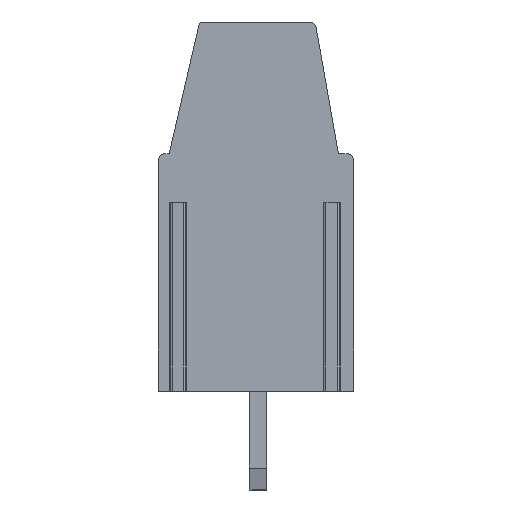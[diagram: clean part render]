
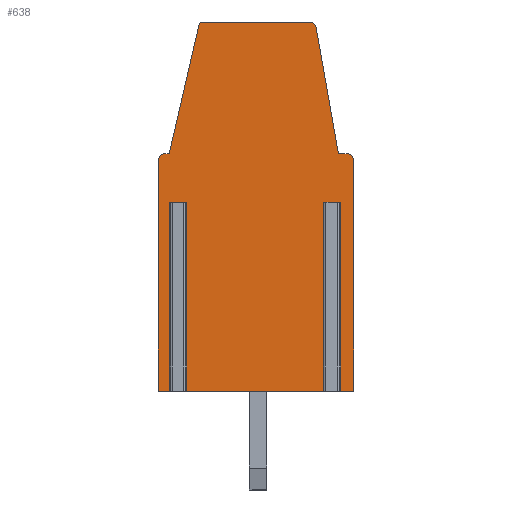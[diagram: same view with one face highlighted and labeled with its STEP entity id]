
A CAD part, left-side view. The second image highlights one B-rep face of the part: STEP entity #638.
In plain terms, the highlighted planar face has unit normal (-1, 0, 0).
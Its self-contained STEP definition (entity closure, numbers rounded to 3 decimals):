
#638 = ADVANCED_FACE( '', ( #1575 ), #1576, .T. );
#1575 = FACE_OUTER_BOUND( '', #2822, .T. );
#1576 = PLANE( '', #2823 );
#2822 = EDGE_LOOP( '', ( #4771, #4772, #4773, #4774, #4775, #4776, #4777, #4778, #4779, #4780, #4781, #4782, #4783, #4784, #4785, #4786, #4787, #4788, #4789, #4790 ) );
#2823 = AXIS2_PLACEMENT_3D( '', #4791, #4792, #4793 );
#4771 = ORIENTED_EDGE( '', *, *, #7684, .F. );
#4772 = ORIENTED_EDGE( '', *, *, #7384, .T. );
#4773 = ORIENTED_EDGE( '', *, *, #7685, .T. );
#4774 = ORIENTED_EDGE( '', *, *, #7686, .T. );
#4775 = ORIENTED_EDGE( '', *, *, #7687, .T. );
#4776 = ORIENTED_EDGE( '', *, *, #7688, .T. );
#4777 = ORIENTED_EDGE( '', *, *, #7096, .F. );
#4778 = ORIENTED_EDGE( '', *, *, #7689, .T. );
#4779 = ORIENTED_EDGE( '', *, *, #7492, .F. );
#4780 = ORIENTED_EDGE( '', *, *, #7690, .T. );
#4781 = ORIENTED_EDGE( '', *, *, #7691, .T. );
#4782 = ORIENTED_EDGE( '', *, *, #7044, .T. );
#4783 = ORIENTED_EDGE( '', *, *, #7692, .T. );
#4784 = ORIENTED_EDGE( '', *, *, #7153, .T. );
#4785 = ORIENTED_EDGE( '', *, *, #7693, .T. );
#4786 = ORIENTED_EDGE( '', *, *, #7694, .T. );
#4787 = ORIENTED_EDGE( '', *, *, #7695, .T. );
#4788 = ORIENTED_EDGE( '', *, *, #7696, .T. );
#4789 = ORIENTED_EDGE( '', *, *, #7516, .T. );
#4790 = ORIENTED_EDGE( '', *, *, #7697, .T. );
#4791 = CARTESIAN_POINT( '', ( 174.737, 159.598, 0. ) );
#4792 = DIRECTION( '', ( -1., 0., 0. ) );
#4793 = DIRECTION( '', ( 0., -1., 0. ) );
#7044 = EDGE_CURVE( '', #8350, #8348, #8351, .T. );
#7096 = EDGE_CURVE( '', #8444, #8445, #8446, .T. );
#7153 = EDGE_CURVE( '', #8555, #8553, #8556, .T. );
#7384 = EDGE_CURVE( '', #8960, #8957, #8961, .T. );
#7492 = EDGE_CURVE( '', #9134, #9136, #9137, .T. );
#7516 = EDGE_CURVE( '', #9173, #9171, #9174, .T. );
#7684 = EDGE_CURVE( '', #8960, #9437, #9438, .F. );
#7685 = EDGE_CURVE( '', #8957, #9439, #9440, .F. );
#7686 = EDGE_CURVE( '', #9439, #9441, #9442, .T. );
#7687 = EDGE_CURVE( '', #9441, #9443, #9444, .T. );
#7688 = EDGE_CURVE( '', #9443, #8445, #9445, .T. );
#7689 = EDGE_CURVE( '', #8444, #9136, #9446, .T. );
#7690 = EDGE_CURVE( '', #9134, #9447, #9448, .T. );
#7691 = EDGE_CURVE( '', #9447, #8350, #9449, .T. );
#7692 = EDGE_CURVE( '', #8348, #8555, #9450, .T. );
#7693 = EDGE_CURVE( '', #8553, #9451, #9452, .T. );
#7694 = EDGE_CURVE( '', #9451, #9453, #9454, .T. );
#7695 = EDGE_CURVE( '', #9453, #9455, #9456, .T. );
#7696 = EDGE_CURVE( '', #9455, #9173, #9457, .T. );
#7697 = EDGE_CURVE( '', #9171, #9437, #9458, .T. );
#8348 = VERTEX_POINT( '', #10283 );
#8350 = VERTEX_POINT( '', #10286 );
#8351 = LINE( '', #10287, #10288 );
#8444 = VERTEX_POINT( '', #10419 );
#8445 = VERTEX_POINT( '', #10420 );
#8446 = LINE( '', #10421, #10422 );
#8553 = VERTEX_POINT( '', #10578 );
#8555 = VERTEX_POINT( '', #10581 );
#8556 = LINE( '', #10582, #10583 );
#8957 = VERTEX_POINT( '', #11131 );
#8960 = VERTEX_POINT( '', #11134 );
#8961 = LINE( '', #11135, #11136 );
#9134 = VERTEX_POINT( '', #11372 );
#9136 = VERTEX_POINT( '', #11375 );
#9137 = LINE( '', #11376, #11377 );
#9171 = VERTEX_POINT( '', #11427 );
#9173 = VERTEX_POINT( '', #11430 );
#9174 = LINE( '', #11431, #11432 );
#9437 = VERTEX_POINT( '', #11813 );
#9438 = LINE( '', #11814, #11815 );
#9439 = VERTEX_POINT( '', #11816 );
#9440 = LINE( '', #11817, #11818 );
#9441 = VERTEX_POINT( '', #11819 );
#9442 = LINE( '', #11820, #11821 );
#9443 = VERTEX_POINT( '', #11822 );
#9444 = LINE( '', #11823, #11824 );
#9445 = LINE( '', #11825, #11826 );
#9446 = LINE( '', #11827, #11828 );
#9447 = VERTEX_POINT( '', #11829 );
#9448 = CIRCLE( '', #11830, 0.3 );
#9449 = LINE( '', #11831, #11832 );
#9450 = CIRCLE( '', #11833, 0.3 );
#9451 = VERTEX_POINT( '', #11834 );
#9452 = CIRCLE( '', #11835, 0.2 );
#9453 = VERTEX_POINT( '', #11836 );
#9454 = LINE( '', #11837, #11838 );
#9455 = VERTEX_POINT( '', #11839 );
#9456 = LINE( '', #11840, #11841 );
#9457 = CIRCLE( '', #11842, 0.3 );
#9458 = LINE( '', #11843, #11844 );
#10283 = CARTESIAN_POINT( '', ( 174.737, 153.863, 16.552 ) );
#10286 = CARTESIAN_POINT( '', ( 174.737, 152.848, 10.8 ) );
#10287 = CARTESIAN_POINT( '', ( 174.737, 153.863, 16.552 ) );
#10288 = VECTOR( '', #12943, 1000. );
#10419 = CARTESIAN_POINT( '', ( 174.737, 152.818, 0. ) );
#10420 = CARTESIAN_POINT( '', ( 174.737, 152.818, 8.6 ) );
#10421 = CARTESIAN_POINT( '', ( 174.737, 152.818, 0. ) );
#10422 = VECTOR( '', #12993, 1000. );
#10578 = CARTESIAN_POINT( '', ( 174.737, 159.004, 16.8 ) );
#10581 = CARTESIAN_POINT( '', ( 174.737, 154.158, 16.8 ) );
#10582 = CARTESIAN_POINT( '', ( 174.737, 159.004, 16.8 ) );
#10583 = VECTOR( '', #13059, 1000. );
#11131 = CARTESIAN_POINT( '', ( 174.737, 159.818, 8.6 ) );
#11134 = CARTESIAN_POINT( '', ( 174.737, 160.478, 8.6 ) );
#11135 = CARTESIAN_POINT( '', ( 174.737, 159.818, 8.6 ) );
#11136 = VECTOR( '', #13335, 1000. );
#11372 = CARTESIAN_POINT( '', ( 174.737, 152.148, 10.5 ) );
#11375 = CARTESIAN_POINT( '', ( 174.737, 152.148, 0. ) );
#11376 = CARTESIAN_POINT( '', ( 174.737, 152.148, 5.1 ) );
#11377 = VECTOR( '', #13462, 1000. );
#11427 = CARTESIAN_POINT( '', ( 174.737, 161.048, 0. ) );
#11430 = CARTESIAN_POINT( '', ( 174.737, 161.048, 10.5 ) );
#11431 = CARTESIAN_POINT( '', ( 174.737, 161.048, 0. ) );
#11432 = VECTOR( '', #13483, 1000. );
#11813 = CARTESIAN_POINT( '', ( 174.737, 160.478, 0. ) );
#11814 = CARTESIAN_POINT( '', ( 174.737, 160.478, 0. ) );
#11815 = VECTOR( '', #13643, 1000. );
#11816 = CARTESIAN_POINT( '', ( 174.737, 159.818, 0. ) );
#11817 = CARTESIAN_POINT( '', ( 174.737, 159.818, 0. ) );
#11818 = VECTOR( '', #13644, 1000. );
#11819 = CARTESIAN_POINT( '', ( 174.737, 153.478, 0. ) );
#11820 = CARTESIAN_POINT( '', ( 174.737, 152.133, 0. ) );
#11821 = VECTOR( '', #13645, 1000. );
#11822 = CARTESIAN_POINT( '', ( 174.737, 153.478, 8.6 ) );
#11823 = CARTESIAN_POINT( '', ( 174.737, 153.478, 0. ) );
#11824 = VECTOR( '', #13646, 1000. );
#11825 = CARTESIAN_POINT( '', ( 174.737, 152.818, 8.6 ) );
#11826 = VECTOR( '', #13647, 1000. );
#11827 = CARTESIAN_POINT( '', ( 174.737, 152.133, 0. ) );
#11828 = VECTOR( '', #13648, 1000. );
#11829 = CARTESIAN_POINT( '', ( 174.737, 152.448, 10.8 ) );
#11830 = AXIS2_PLACEMENT_3D( '', #13649, #13650, #13651 );
#11831 = CARTESIAN_POINT( '', ( 174.737, 152.848, 10.8 ) );
#11832 = VECTOR( '', #13652, 1000. );
#11833 = AXIS2_PLACEMENT_3D( '', #13653, #13654, #13655 );
#11834 = CARTESIAN_POINT( '', ( 174.737, 159.199, 16.645 ) );
#11835 = AXIS2_PLACEMENT_3D( '', #13656, #13657, #13658 );
#11836 = CARTESIAN_POINT( '', ( 174.737, 160.548, 10.8 ) );
#11837 = CARTESIAN_POINT( '', ( 174.737, 160.548, 10.8 ) );
#11838 = VECTOR( '', #13659, 1000. );
#11839 = CARTESIAN_POINT( '', ( 174.737, 160.748, 10.8 ) );
#11840 = CARTESIAN_POINT( '', ( 174.737, 160.748, 10.8 ) );
#11841 = VECTOR( '', #13660, 1000. );
#11842 = AXIS2_PLACEMENT_3D( '', #13661, #13662, #13663 );
#11843 = CARTESIAN_POINT( '', ( 174.737, 152.133, 0. ) );
#11844 = VECTOR( '', #13664, 1000. );
#12943 = DIRECTION( '', ( 0., 0.174, 0.985 ) );
#12993 = DIRECTION( '', ( 0., 0., 1. ) );
#13059 = DIRECTION( '', ( 0., 1., 0. ) );
#13335 = DIRECTION( '', ( 0., -1., 0. ) );
#13462 = DIRECTION( '', ( 0., 0., -1. ) );
#13483 = DIRECTION( '', ( 0., 0., -1. ) );
#13643 = DIRECTION( '', ( 0., 0., 1. ) );
#13644 = DIRECTION( '', ( 0., 0., 1. ) );
#13645 = DIRECTION( '', ( 0., -1., 0. ) );
#13646 = DIRECTION( '', ( 0., 0., 1. ) );
#13647 = DIRECTION( '', ( 0., -1., 0. ) );
#13648 = DIRECTION( '', ( 0., -1., 0. ) );
#13649 = CARTESIAN_POINT( '', ( 174.737, 152.448, 10.5 ) );
#13650 = DIRECTION( '', ( -1., 0., 0. ) );
#13651 = DIRECTION( '', ( 0., 0., 1. ) );
#13652 = DIRECTION( '', ( 0., 1., 0. ) );
#13653 = CARTESIAN_POINT( '', ( 174.737, 154.158, 16.5 ) );
#13654 = DIRECTION( '', ( -1., 0., 0. ) );
#13655 = DIRECTION( '', ( 0., 0., 1. ) );
#13656 = CARTESIAN_POINT( '', ( 174.737, 159.004, 16.6 ) );
#13657 = DIRECTION( '', ( -1., 0., 0. ) );
#13658 = DIRECTION( '', ( 0., 0., 1. ) );
#13659 = DIRECTION( '', ( 0., 0.225, -0.974 ) );
#13660 = DIRECTION( '', ( 0., 1., 0. ) );
#13661 = CARTESIAN_POINT( '', ( 174.737, 160.748, 10.5 ) );
#13662 = DIRECTION( '', ( -1., 0., 0. ) );
#13663 = DIRECTION( '', ( 0., 0., 1. ) );
#13664 = DIRECTION( '', ( 0., -1., 0. ) );
